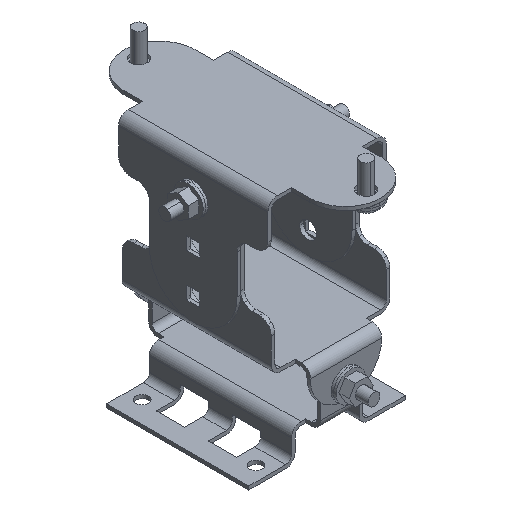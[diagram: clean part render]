
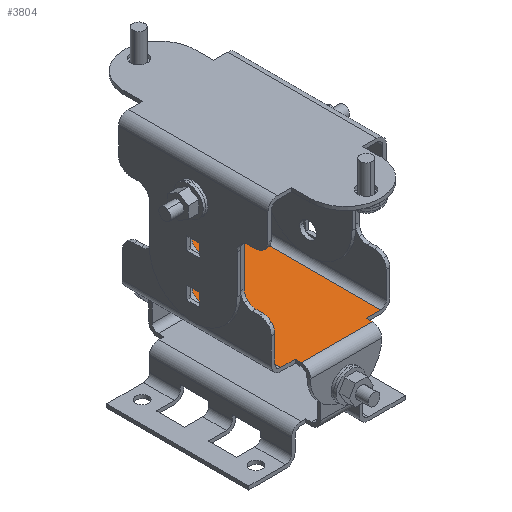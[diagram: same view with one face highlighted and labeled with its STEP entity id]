
A CAD part, isometric view. The second image highlights one B-rep face of the part: STEP entity #3804.
In plain terms, the highlighted planar face has unit normal (0, 0, 1).
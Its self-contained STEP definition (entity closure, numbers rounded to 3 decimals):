
#3727=AXIS2_PLACEMENT_3D('Plane Axis2P3D',#3724,#3725,#3726) ;
#3454=CARTESIAN_POINT('Vertex',(67.953,106.434,50.216)) ;
#3470=CARTESIAN_POINT('Vertex',(29.853,106.434,50.216)) ;
#3473=CARTESIAN_POINT('Line Origine',(48.903,106.434,50.216)) ;
#3491=CARTESIAN_POINT('Line Origine',(67.953,104.846,50.216)) ;
#3495=CARTESIAN_POINT('Vertex',(67.953,103.259,50.216)) ;
#3685=CARTESIAN_POINT('Vertex',(29.853,103.259,50.216)) ;
#3688=CARTESIAN_POINT('Line Origine',(29.853,104.846,50.216)) ;
#3724=CARTESIAN_POINT('Axis2P3D Location',(22.225,63.254,50.216)) ;
#3729=CARTESIAN_POINT('Line Origine',(26.039,103.259,50.216)) ;
#3733=CARTESIAN_POINT('Vertex',(22.225,103.259,50.216)) ;
#3736=CARTESIAN_POINT('Line Origine',(22.225,63.254,50.216)) ;
#3740=CARTESIAN_POINT('Vertex',(22.225,23.249,50.216)) ;
#3743=CARTESIAN_POINT('Line Origine',(26.039,23.249,50.216)) ;
#3747=CARTESIAN_POINT('Vertex',(29.853,23.249,50.216)) ;
#3750=CARTESIAN_POINT('Line Origine',(29.853,21.661,50.216)) ;
#3754=CARTESIAN_POINT('Vertex',(29.853,20.073,50.216)) ;
#3757=CARTESIAN_POINT('Line Origine',(48.903,20.073,50.216)) ;
#3761=CARTESIAN_POINT('Vertex',(67.953,20.073,50.216)) ;
#3764=CARTESIAN_POINT('Line Origine',(67.953,21.661,50.216)) ;
#3768=CARTESIAN_POINT('Vertex',(67.953,23.249,50.216)) ;
#3771=CARTESIAN_POINT('Line Origine',(71.766,23.249,50.216)) ;
#3775=CARTESIAN_POINT('Vertex',(75.58,23.249,50.216)) ;
#3778=CARTESIAN_POINT('Line Origine',(75.58,63.254,50.216)) ;
#3782=CARTESIAN_POINT('Vertex',(75.58,103.259,50.216)) ;
#3785=CARTESIAN_POINT('Line Origine',(71.766,103.259,50.216)) ;
#3474=DIRECTION('Vector Direction',(-1.,0.,0.)) ;
#3492=DIRECTION('Vector Direction',(0.,1.,0.)) ;
#3689=DIRECTION('Vector Direction',(0.,-1.,0.)) ;
#3725=DIRECTION('Axis2P3D Direction',(0.,0.,1.)) ;
#3726=DIRECTION('Axis2P3D XDirection',(0.,-1.,0.)) ;
#3730=DIRECTION('Vector Direction',(-1.,0.,0.)) ;
#3737=DIRECTION('Vector Direction',(0.,-1.,0.)) ;
#3744=DIRECTION('Vector Direction',(1.,0.,0.)) ;
#3751=DIRECTION('Vector Direction',(0.,1.,0.)) ;
#3758=DIRECTION('Vector Direction',(1.,0.,0.)) ;
#3765=DIRECTION('Vector Direction',(0.,-1.,0.)) ;
#3772=DIRECTION('Vector Direction',(1.,0.,0.)) ;
#3779=DIRECTION('Vector Direction',(0.,-1.,0.)) ;
#3786=DIRECTION('Vector Direction',(-1.,0.,0.)) ;
#3475=VECTOR('Line Direction',#3474,1.) ;
#3493=VECTOR('Line Direction',#3492,1.) ;
#3690=VECTOR('Line Direction',#3689,1.) ;
#3731=VECTOR('Line Direction',#3730,1.) ;
#3738=VECTOR('Line Direction',#3737,1.) ;
#3745=VECTOR('Line Direction',#3744,1.) ;
#3752=VECTOR('Line Direction',#3751,1.) ;
#3759=VECTOR('Line Direction',#3758,1.) ;
#3766=VECTOR('Line Direction',#3765,1.) ;
#3773=VECTOR('Line Direction',#3772,1.) ;
#3780=VECTOR('Line Direction',#3779,1.) ;
#3787=VECTOR('Line Direction',#3786,1.) ;
#3791=ORIENTED_EDGE('',*,*,#3692,.F.) ;
#3792=ORIENTED_EDGE('',*,*,#3735,.F.) ;
#3793=ORIENTED_EDGE('',*,*,#3742,.T.) ;
#3794=ORIENTED_EDGE('',*,*,#3749,.F.) ;
#3795=ORIENTED_EDGE('',*,*,#3756,.F.) ;
#3796=ORIENTED_EDGE('',*,*,#3763,.T.) ;
#3797=ORIENTED_EDGE('',*,*,#3770,.F.) ;
#3798=ORIENTED_EDGE('',*,*,#3777,.F.) ;
#3799=ORIENTED_EDGE('',*,*,#3784,.F.) ;
#3800=ORIENTED_EDGE('',*,*,#3789,.F.) ;
#3801=ORIENTED_EDGE('',*,*,#3497,.F.) ;
#3802=ORIENTED_EDGE('',*,*,#3477,.T.) ;
#3804=ADVANCED_FACE('BEFESTIGUNGSLASCHE_2',(#3803),#3728,.T.) ;
#3477=EDGE_CURVE('',#3455,#3471,#3476,.T.) ;
#3497=EDGE_CURVE('',#3455,#3496,#3494,.F.) ;
#3692=EDGE_CURVE('',#3686,#3471,#3691,.F.) ;
#3735=EDGE_CURVE('',#3734,#3686,#3732,.F.) ;
#3742=EDGE_CURVE('',#3734,#3741,#3739,.T.) ;
#3749=EDGE_CURVE('',#3748,#3741,#3746,.F.) ;
#3756=EDGE_CURVE('',#3755,#3748,#3753,.T.) ;
#3763=EDGE_CURVE('',#3755,#3762,#3760,.T.) ;
#3770=EDGE_CURVE('',#3769,#3762,#3767,.T.) ;
#3777=EDGE_CURVE('',#3776,#3769,#3774,.F.) ;
#3784=EDGE_CURVE('',#3783,#3776,#3781,.T.) ;
#3789=EDGE_CURVE('',#3496,#3783,#3788,.F.) ;
#3790=EDGE_LOOP('',(#3791,#3792,#3793,#3794,#3795,#3796,#3797,#3798,#3799,#3800,#3801,#3802)) ;
#3803=FACE_OUTER_BOUND('',#3790,.T.) ;
#3476=LINE('Line',#3473,#3475) ;
#3494=LINE('Line',#3491,#3493) ;
#3691=LINE('Line',#3688,#3690) ;
#3732=LINE('Line',#3729,#3731) ;
#3739=LINE('Line',#3736,#3738) ;
#3746=LINE('Line',#3743,#3745) ;
#3753=LINE('Line',#3750,#3752) ;
#3760=LINE('Line',#3757,#3759) ;
#3767=LINE('Line',#3764,#3766) ;
#3774=LINE('Line',#3771,#3773) ;
#3781=LINE('Line',#3778,#3780) ;
#3788=LINE('Line',#3785,#3787) ;
#3728=PLANE('',#3727) ;
#3455=VERTEX_POINT('',#3454) ;
#3471=VERTEX_POINT('',#3470) ;
#3496=VERTEX_POINT('',#3495) ;
#3686=VERTEX_POINT('',#3685) ;
#3734=VERTEX_POINT('',#3733) ;
#3741=VERTEX_POINT('',#3740) ;
#3748=VERTEX_POINT('',#3747) ;
#3755=VERTEX_POINT('',#3754) ;
#3762=VERTEX_POINT('',#3761) ;
#3769=VERTEX_POINT('',#3768) ;
#3776=VERTEX_POINT('',#3775) ;
#3783=VERTEX_POINT('',#3782) ;
